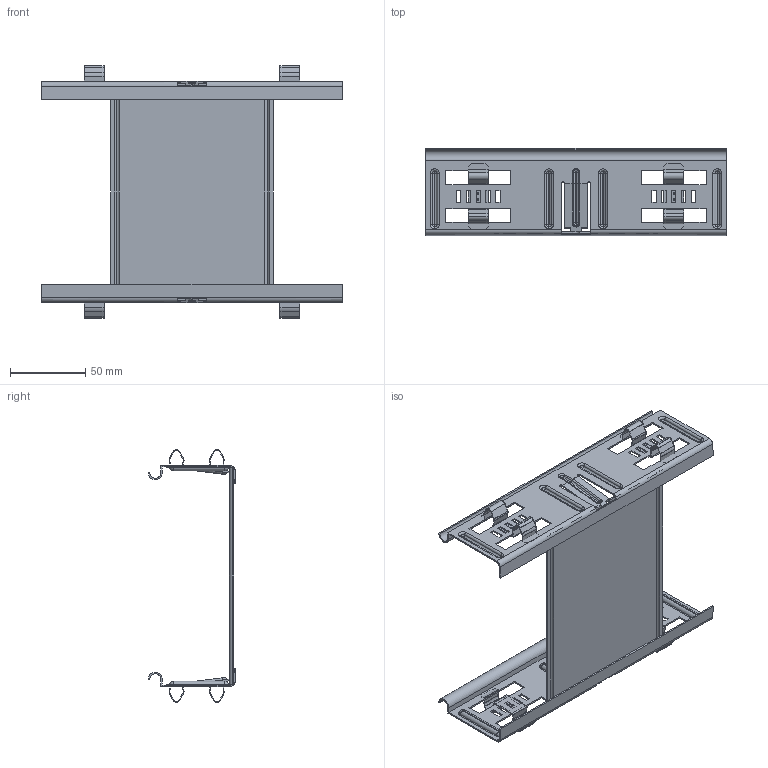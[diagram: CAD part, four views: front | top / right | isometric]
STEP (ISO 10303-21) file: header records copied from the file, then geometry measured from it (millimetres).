
FILE_DESCRIPTION (( 'STEP AP214' ), '1' );
FILE_NAME ('6068982.stp', '2017-04-12T09:29:32', ( '' ), ( '' ), 'SwSTEP 2.0', 'SolidWorks 2016', '' );
FILE_SCHEMA (( 'AUTOMOTIVE_DESIGN' ));
Length unit declared in the file: millimetre
Products named in the file (4): 040601_Standard; 040579_60; 040599_150; 6068982
Assembly tree (7 placements, depth 2):
  6068982
    040599_150
    040579_60  x2
    040601_Standard  x4
Bounding box: 200 x 58.2 x 168 mm (x, y, z)
Volume: 44942.7 mm3; surface area: 98684.1 mm2
Topology: 7 solids, 7 shells, 963 faces, 2447 edges, 1502 vertices
Faces by surface type: plane 584, cylinder 215, torus 144, bspline 20
Entity records: 13623 total; most frequent: CARTESIAN_POINT 2532, DIRECTION 2337, ORIENTED_EDGE 2266, EDGE_CURVE 1133, AXIS2_PLACEMENT_3D 791, LINE 755, VECTOR 755, VERTEX_POINT 708
